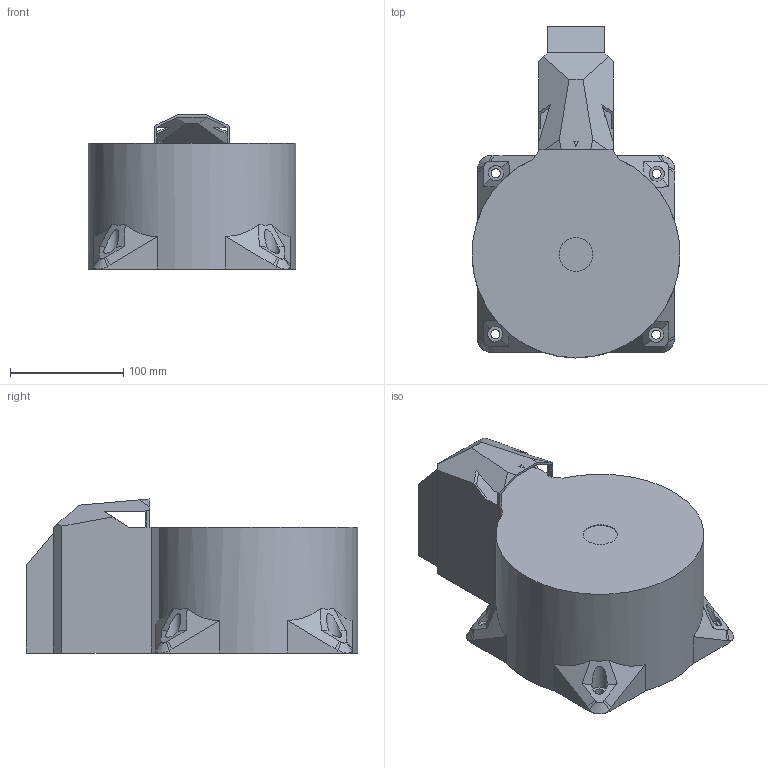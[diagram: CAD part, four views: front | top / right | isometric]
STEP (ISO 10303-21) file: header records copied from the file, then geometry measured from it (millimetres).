
FILE_DESCRIPTION(/* description */ (''),/* implementation_level */ '2;1');
FILE_NAME(/* name */ 'base_link_ipt_afa60d16.STEP',/* time_stamp */ '2023-04-04T17:35:02+02:00',/* author */ ('AdminForWorker'),/* organization */ (''),/* preprocessor_version */ 'ST-DEVELOPER v18.1',/* originating_system */ 'Autodesk Inventor 2021',/* authorisation */ '');
FILE_SCHEMA (('AUTOMOTIVE_DESIGN { 1 0 10303 214 3 1 1 }'));
Length unit declared in the file: millimetre
Products named in the file (1): base_link
Bounding box: 183.58 x 292.93 x 136 mm (x, y, z)
Volume: 3552701.4 mm3; surface area: 196783.9 mm2
Topology: 1 solids, 2 shells, 128 faces, 362 edges, 236 vertices
Faces by surface type: plane 92, cylinder 20, bspline 16
Full cylindrical faces by diameter (mm): 8 x4, 13.5 x4, 30 x1
Entity records: 4679 total; most frequent: CARTESIAN_POINT 1343, ORIENTED_EDGE 724, DIRECTION 610, EDGE_CURVE 362, LINE 260, VECTOR 260, VERTEX_POINT 236, AXIS2_PLACEMENT_3D 175
